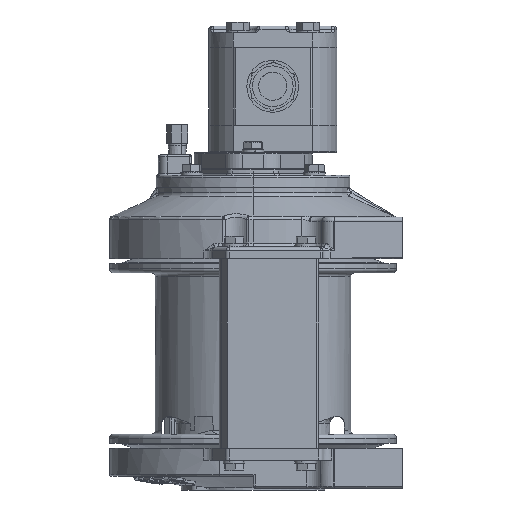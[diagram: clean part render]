
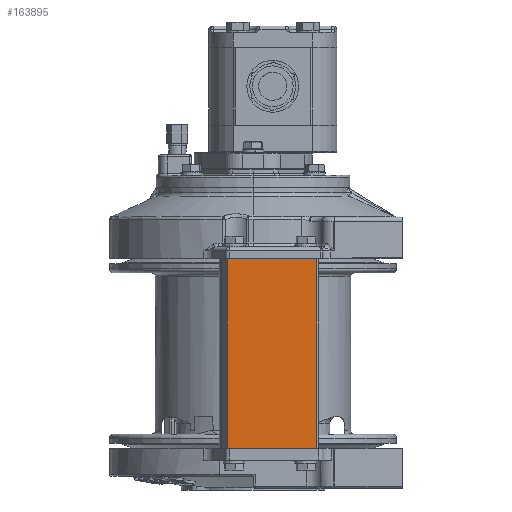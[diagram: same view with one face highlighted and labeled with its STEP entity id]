
A CAD part, left-side view. The second image highlights one B-rep face of the part: STEP entity #163895.
In plain terms, the highlighted planar face has unit normal (-1, 0, 0).
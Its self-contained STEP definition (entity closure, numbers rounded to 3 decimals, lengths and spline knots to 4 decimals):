
#155570=DIRECTION('',(0.,1.,0.));
#155571=VECTOR('',#155570,2.8125);
#155572=CARTESIAN_POINT('',(-5.2498,-2.0035,-8.186));
#155573=LINE('',#155572,#155571);
#155574=DIRECTION('',(0.,0.,-1.));
#155575=VECTOR('',#155574,5.9375);
#155576=CARTESIAN_POINT('',(-5.2498,0.809,-2.2485));
#155577=LINE('',#155576,#155575);
#155578=DIRECTION('',(0.,-1.,0.));
#155579=VECTOR('',#155578,2.8125);
#155580=CARTESIAN_POINT('',(-5.2498,0.809,-2.2485));
#155581=LINE('',#155580,#155579);
#155591=DIRECTION('',(0.,0.,-1.));
#155592=VECTOR('',#155591,5.9375);
#155593=CARTESIAN_POINT('',(-5.2498,-2.0035,-2.2485));
#155594=LINE('',#155593,#155592);
#155654=CARTESIAN_POINT('',(-5.2498,-2.0035,-2.2485));
#155655=VERTEX_POINT('',#155654);
#155656=CARTESIAN_POINT('',(-5.2498,-2.0035,-8.186));
#155657=VERTEX_POINT('',#155656);
#155658=CARTESIAN_POINT('',(-5.2498,0.809,-8.186));
#155659=VERTEX_POINT('',#155658);
#155660=CARTESIAN_POINT('',(-5.2498,0.809,-2.2485));
#155661=VERTEX_POINT('',#155660);
#163881=CARTESIAN_POINT('',(-5.2498,-2.0035,-8.311));
#163882=DIRECTION('',(1.,0.,0.));
#163883=DIRECTION('',(0.,0.,-1.));
#163884=AXIS2_PLACEMENT_3D('',#163881,#163882,#163883);
#163885=PLANE('',#163884);
#163887=ORIENTED_EDGE('',*,*,#163886,.T.);
#163888=ORIENTED_EDGE('',*,*,#163869,.F.);
#163890=ORIENTED_EDGE('',*,*,#163889,.T.);
#163892=ORIENTED_EDGE('',*,*,#163891,.T.);
#163893=EDGE_LOOP('',(#163887,#163888,#163890,#163892));
#163894=FACE_OUTER_BOUND('',#163893,.F.);
#163869=EDGE_CURVE('',#155661,#155659,#155577,.T.);
#163886=EDGE_CURVE('',#155657,#155659,#155573,.T.);
#163889=EDGE_CURVE('',#155661,#155655,#155581,.T.);
#163891=EDGE_CURVE('',#155655,#155657,#155594,.T.);
#163895=ADVANCED_FACE('',(#163894),#163885,.F.);
